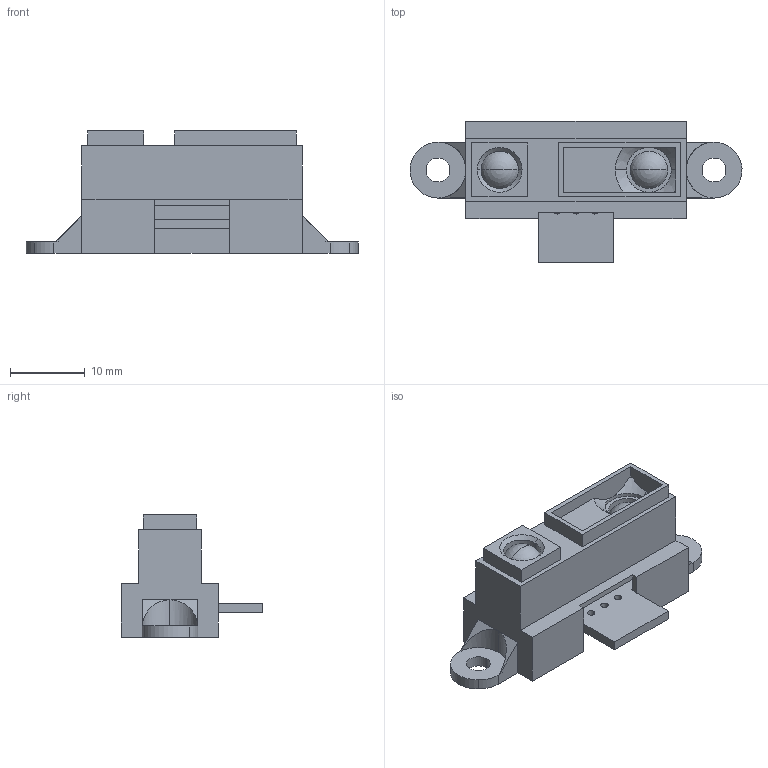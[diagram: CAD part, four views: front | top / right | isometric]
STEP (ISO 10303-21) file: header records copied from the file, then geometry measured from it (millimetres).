
FILE_DESCRIPTION((''),'2;1');
FILE_NAME('Sharp GP2Y0 Sensor.stp','2008-01-02T17:15:28',('Owner'),(''),'Autodesk Inventor (R) 6.0','Autodesk Inventor (R) 6.0','');
FILE_SCHEMA(('AUTOMOTIVE_DESIGN { 1 0 10303 214 1 1 1 1 }'));
Length unit declared in the file: inch
Products named in the file (3): Sharp GP2Y0 Sensor; Sharp GP2Y0 Sensor Housing; Sharp GP2Y0 Sensor PCB
Assembly tree (2 placements, depth 2):
  Sharp GP2Y0 Sensor
    Sharp GP2Y0 Sensor Housing
    Sharp GP2Y0 Sensor PCB
Bounding box: 44.49 x 18.9 x 16.4 mm (x, y, z)
Volume: 1835.5 mm3; surface area: 4316.6 mm2
Topology: 2 solids, 2 shells, 131 faces, 348 edges, 224 vertices
Faces by surface type: plane 70, bspline 35, cone 14, cylinder 8, sphere 4
Entity records: 4449 total; most frequent: CARTESIAN_POINT 1221, ORIENTED_EDGE 688, DIRECTION 614, EDGE_CURVE 344, VECTOR 232, LINE 232, VERTEX_POINT 224, AXIS2_PLACEMENT_3D 191
